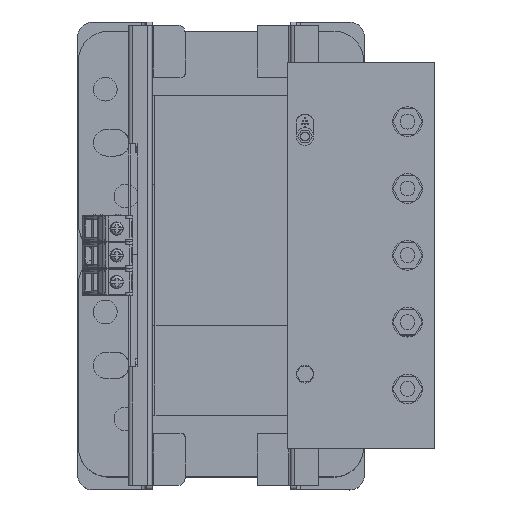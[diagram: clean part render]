
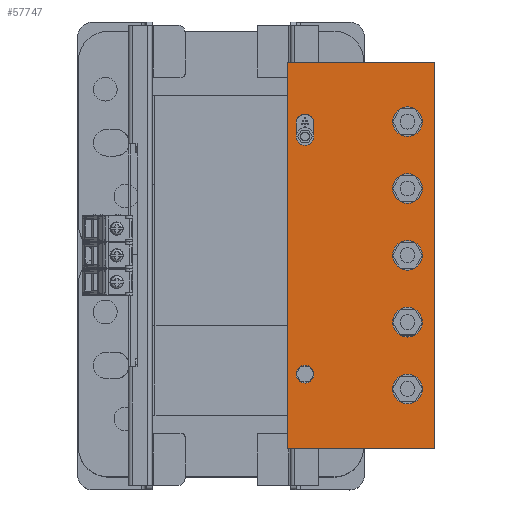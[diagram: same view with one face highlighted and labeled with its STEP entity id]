
A CAD part, top view. The second image highlights one B-rep face of the part: STEP entity #57747.
In plain terms, the highlighted planar face has unit normal (0, 0, -1).
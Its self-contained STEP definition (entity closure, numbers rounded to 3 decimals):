
#57221=DIRECTION('',(1.,0.,0.));
#57222=VECTOR('',#57221,99.);
#57223=CARTESIAN_POINT('',(44.5,204.,136.));
#57224=LINE('',#57223,#57222);
#57242=DIRECTION('',(0.,1.,0.));
#57243=VECTOR('',#57242,260.);
#57244=CARTESIAN_POINT('',(44.5,-56.,136.));
#57245=LINE('',#57244,#57243);
#57270=DIRECTION('',(-1.,0.,0.));
#57271=VECTOR('',#57270,99.);
#57272=CARTESIAN_POINT('',(143.5,-56.,136.));
#57273=LINE('',#57272,#57271);
#57291=DIRECTION('',(0.,-1.,0.));
#57292=VECTOR('',#57291,260.);
#57293=CARTESIAN_POINT('',(143.5,204.,136.));
#57294=LINE('',#57293,#57292);
#57298=CARTESIAN_POINT('',(125.5,164.,136.));
#57299=DIRECTION('',(0.,0.,1.));
#57300=DIRECTION('',(0.,1.,0.));
#57301=AXIS2_PLACEMENT_3D('',#57298,#57299,#57300);
#57306=CARTESIAN_POINT('',(125.5,164.,136.));
#57307=DIRECTION('',(0.,0.,1.));
#57308=DIRECTION('',(0.,-1.,0.));
#57309=AXIS2_PLACEMENT_3D('',#57306,#57307,#57308);
#57314=CARTESIAN_POINT('',(125.5,74.,136.));
#57315=DIRECTION('',(0.,0.,1.));
#57316=DIRECTION('',(0.,1.,0.));
#57317=AXIS2_PLACEMENT_3D('',#57314,#57315,#57316);
#57322=CARTESIAN_POINT('',(125.5,74.,136.));
#57323=DIRECTION('',(0.,0.,1.));
#57324=DIRECTION('',(0.,-1.,0.));
#57325=AXIS2_PLACEMENT_3D('',#57322,#57323,#57324);
#57330=CARTESIAN_POINT('',(125.5,29.,136.));
#57331=DIRECTION('',(0.,0.,1.));
#57332=DIRECTION('',(0.,1.,0.));
#57333=AXIS2_PLACEMENT_3D('',#57330,#57331,#57332);
#57338=CARTESIAN_POINT('',(125.5,29.,136.));
#57339=DIRECTION('',(0.,0.,1.));
#57340=DIRECTION('',(0.,-1.,0.));
#57341=AXIS2_PLACEMENT_3D('',#57338,#57339,#57340);
#57346=CARTESIAN_POINT('',(125.5,-16.,136.));
#57347=DIRECTION('',(0.,0.,1.));
#57348=DIRECTION('',(0.,1.,0.));
#57349=AXIS2_PLACEMENT_3D('',#57346,#57347,#57348);
#57354=CARTESIAN_POINT('',(125.5,-16.,136.));
#57355=DIRECTION('',(0.,0.,1.));
#57356=DIRECTION('',(0.,-1.,0.));
#57357=AXIS2_PLACEMENT_3D('',#57354,#57355,#57356);
#57362=CARTESIAN_POINT('',(56.5,154.,136.));
#57363=DIRECTION('',(0.,0.,1.));
#57364=DIRECTION('',(0.,1.,0.));
#57365=AXIS2_PLACEMENT_3D('',#57362,#57363,#57364);
#57370=CARTESIAN_POINT('',(56.5,154.,136.));
#57371=DIRECTION('',(0.,0.,1.));
#57372=DIRECTION('',(0.,-1.,0.));
#57373=AXIS2_PLACEMENT_3D('',#57370,#57371,#57372);
#57378=CARTESIAN_POINT('',(56.5,-6.,136.));
#57379=DIRECTION('',(0.,0.,1.));
#57380=DIRECTION('',(0.,1.,0.));
#57381=AXIS2_PLACEMENT_3D('',#57378,#57379,#57380);
#57386=CARTESIAN_POINT('',(56.5,-6.,136.));
#57387=DIRECTION('',(0.,0.,1.));
#57388=DIRECTION('',(0.,-1.,0.));
#57389=AXIS2_PLACEMENT_3D('',#57386,#57387,#57388);
#57394=CARTESIAN_POINT('',(125.5,119.,136.));
#57395=DIRECTION('',(0.,0.,1.));
#57396=DIRECTION('',(0.,1.,0.));
#57397=AXIS2_PLACEMENT_3D('',#57394,#57395,#57396);
#57402=CARTESIAN_POINT('',(125.5,119.,136.));
#57403=DIRECTION('',(0.,0.,1.));
#57404=DIRECTION('',(0.,-1.,0.));
#57405=AXIS2_PLACEMENT_3D('',#57402,#57403,#57404);
#57544=CARTESIAN_POINT('',(125.5,124.5,136.));
#57545=VERTEX_POINT('',#57544);
#57546=CARTESIAN_POINT('',(125.5,113.5,136.));
#57547=VERTEX_POINT('',#57546);
#57548=CARTESIAN_POINT('',(44.5,204.,136.));
#57549=CARTESIAN_POINT('',(143.5,204.,136.));
#57550=VERTEX_POINT('',#57548);
#57551=VERTEX_POINT('',#57549);
#57552=CARTESIAN_POINT('',(143.5,-56.,136.));
#57553=VERTEX_POINT('',#57552);
#57554=CARTESIAN_POINT('',(44.5,-56.,136.));
#57555=VERTEX_POINT('',#57554);
#57556=CARTESIAN_POINT('',(125.5,169.5,136.));
#57557=CARTESIAN_POINT('',(125.5,158.5,136.));
#57558=VERTEX_POINT('',#57556);
#57559=VERTEX_POINT('',#57557);
#57560=CARTESIAN_POINT('',(125.5,79.5,136.));
#57561=CARTESIAN_POINT('',(125.5,68.5,136.));
#57562=VERTEX_POINT('',#57560);
#57563=VERTEX_POINT('',#57561);
#57564=CARTESIAN_POINT('',(125.5,34.5,136.));
#57565=CARTESIAN_POINT('',(125.5,23.5,136.));
#57566=VERTEX_POINT('',#57564);
#57567=VERTEX_POINT('',#57565);
#57568=CARTESIAN_POINT('',(125.5,-10.5,136.));
#57569=CARTESIAN_POINT('',(125.5,-21.5,136.));
#57570=VERTEX_POINT('',#57568);
#57571=VERTEX_POINT('',#57569);
#57572=CARTESIAN_POINT('',(56.5,157.5,136.));
#57573=CARTESIAN_POINT('',(56.5,150.5,136.));
#57574=VERTEX_POINT('',#57572);
#57575=VERTEX_POINT('',#57573);
#57576=CARTESIAN_POINT('',(56.5,-2.5,136.));
#57577=CARTESIAN_POINT('',(56.5,-9.5,136.));
#57578=VERTEX_POINT('',#57576);
#57579=VERTEX_POINT('',#57577);
#57694=CARTESIAN_POINT('',(94.,74.,136.));
#57695=DIRECTION('',(0.,0.,1.));
#57696=DIRECTION('',(0.,-1.,0.));
#57697=AXIS2_PLACEMENT_3D('',#57694,#57695,#57696);
#57698=PLANE('',#57697);
#57699=ORIENTED_EDGE('',*,*,#57646,.F.);
#57700=ORIENTED_EDGE('',*,*,#57661,.F.);
#57701=ORIENTED_EDGE('',*,*,#57675,.F.);
#57702=ORIENTED_EDGE('',*,*,#57688,.F.);
#57703=EDGE_LOOP('',(#57699,#57700,#57701,#57702));
#57704=FACE_OUTER_BOUND('',#57703,.F.);
#57706=ORIENTED_EDGE('',*,*,#57705,.F.);
#57708=ORIENTED_EDGE('',*,*,#57707,.F.);
#57709=EDGE_LOOP('',(#57706,#57708));
#57710=FACE_BOUND('',#57709,.F.);
#57712=ORIENTED_EDGE('',*,*,#57711,.F.);
#57714=ORIENTED_EDGE('',*,*,#57713,.F.);
#57715=EDGE_LOOP('',(#57712,#57714));
#57716=FACE_BOUND('',#57715,.F.);
#57718=ORIENTED_EDGE('',*,*,#57717,.F.);
#57720=ORIENTED_EDGE('',*,*,#57719,.F.);
#57721=EDGE_LOOP('',(#57718,#57720));
#57722=FACE_BOUND('',#57721,.F.);
#57724=ORIENTED_EDGE('',*,*,#57723,.F.);
#57726=ORIENTED_EDGE('',*,*,#57725,.F.);
#57727=EDGE_LOOP('',(#57724,#57726));
#57728=FACE_BOUND('',#57727,.F.);
#57730=ORIENTED_EDGE('',*,*,#57729,.F.);
#57732=ORIENTED_EDGE('',*,*,#57731,.F.);
#57733=EDGE_LOOP('',(#57730,#57732));
#57734=FACE_BOUND('',#57733,.F.);
#57736=ORIENTED_EDGE('',*,*,#57735,.F.);
#57738=ORIENTED_EDGE('',*,*,#57737,.F.);
#57739=EDGE_LOOP('',(#57736,#57738));
#57740=FACE_BOUND('',#57739,.F.);
#57742=ORIENTED_EDGE('',*,*,#57741,.F.);
#57744=ORIENTED_EDGE('',*,*,#57743,.F.);
#57745=EDGE_LOOP('',(#57742,#57744));
#57746=FACE_BOUND('',#57745,.F.);
#57747=ADVANCED_FACE('',(#57704,#57710,#57716,#57722,#57728,#57734,#57740,
#57746),#57698,.F.);
#57302=CIRCLE('',#57301,5.5);
#57310=CIRCLE('',#57309,5.5);
#57318=CIRCLE('',#57317,5.5);
#57326=CIRCLE('',#57325,5.5);
#57334=CIRCLE('',#57333,5.5);
#57342=CIRCLE('',#57341,5.5);
#57350=CIRCLE('',#57349,5.5);
#57358=CIRCLE('',#57357,5.5);
#57366=CIRCLE('',#57365,3.5);
#57374=CIRCLE('',#57373,3.5);
#57382=CIRCLE('',#57381,3.5);
#57390=CIRCLE('',#57389,3.5);
#57398=CIRCLE('',#57397,5.5);
#57406=CIRCLE('',#57405,5.5);
#57646=EDGE_CURVE('',#57550,#57551,#57224,.T.);
#57661=EDGE_CURVE('',#57555,#57550,#57245,.T.);
#57675=EDGE_CURVE('',#57553,#57555,#57273,.T.);
#57688=EDGE_CURVE('',#57551,#57553,#57294,.T.);
#57705=EDGE_CURVE('',#57558,#57559,#57302,.T.);
#57707=EDGE_CURVE('',#57559,#57558,#57310,.T.);
#57711=EDGE_CURVE('',#57562,#57563,#57318,.T.);
#57713=EDGE_CURVE('',#57563,#57562,#57326,.T.);
#57717=EDGE_CURVE('',#57566,#57567,#57334,.T.);
#57719=EDGE_CURVE('',#57567,#57566,#57342,.T.);
#57723=EDGE_CURVE('',#57570,#57571,#57350,.T.);
#57725=EDGE_CURVE('',#57571,#57570,#57358,.T.);
#57729=EDGE_CURVE('',#57574,#57575,#57366,.T.);
#57731=EDGE_CURVE('',#57575,#57574,#57374,.T.);
#57735=EDGE_CURVE('',#57578,#57579,#57382,.T.);
#57737=EDGE_CURVE('',#57579,#57578,#57390,.T.);
#57741=EDGE_CURVE('',#57545,#57547,#57398,.T.);
#57743=EDGE_CURVE('',#57547,#57545,#57406,.T.);
